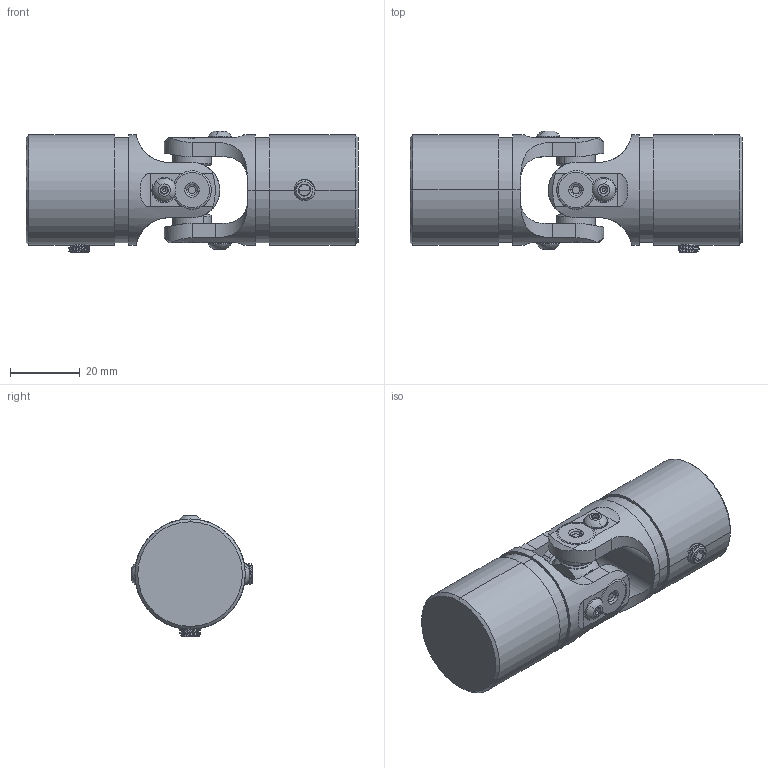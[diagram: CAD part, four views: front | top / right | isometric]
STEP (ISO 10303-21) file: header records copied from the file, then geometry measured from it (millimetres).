
FILE_DESCRIPTION (( 'STEP AP214' ), '1' );
FILE_NAME ('UJ-NB1250x00.STEP', '2018-06-08T20:42:47', ( 'rick' ), ( 'Hewlett-Packard Company' ), 'SwSTEP 2.0', 'SolidWorks 2017', '' );
FILE_SCHEMA (( 'AUTOMOTIVE_DESIGN' ));
Length unit declared in the file: inch
Products named in the file (9): 6-32 BHCS_92949A143; O-RING, DOUBLE SEAL_90025K133; NBX1250_NBX1250; NBY1250_NBY1250x00; UJ-NB1250x00; M6x1.0 SOCKET SET SCREW_M6x1.0x12mm; M-451_M-451; M-451-ROLLER_M-451-ROLLER; M-451-CUP_M-451-CUP
Assembly tree (19 placements, depth 3):
  UJ-NB1250x00
    NBY1250_NBY1250x00  x2
    NBX1250_NBX1250
    O-RING, DOUBLE SEAL_90025K133  x4
    6-32 BHCS_92949A143  x4
    M-451_M-451  x4
      M-451-CUP_M-451-CUP
      M-451-ROLLER_M-451-ROLLER
    M6x1.0 SOCKET SET SCREW_M6x1.0x12mm  x2
Bounding box: 95.25 x 34.9 x 34.9 mm (x, y, z)
Volume: 60319.4 mm3; surface area: 21464 mm2
Topology: 77 solids, 77 shells, 1412 faces, 2844 edges, 1614 vertices
Faces by surface type: cylinder 402, cone 374, torus 316, plane 304, sphere 16
Entity records: 15626 total; most frequent: CARTESIAN_POINT 4649, DIRECTION 2373, ORIENTED_EDGE 1994, AXIS2_PLACEMENT_3D 1028, EDGE_CURVE 997, VERTEX_POINT 568, CIRCLE 521, EDGE_LOOP 507
